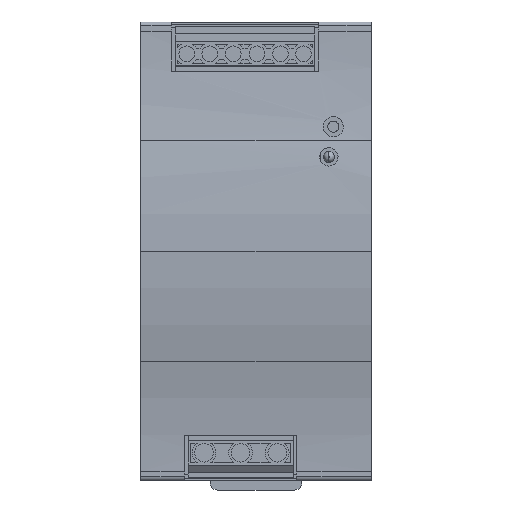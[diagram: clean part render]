
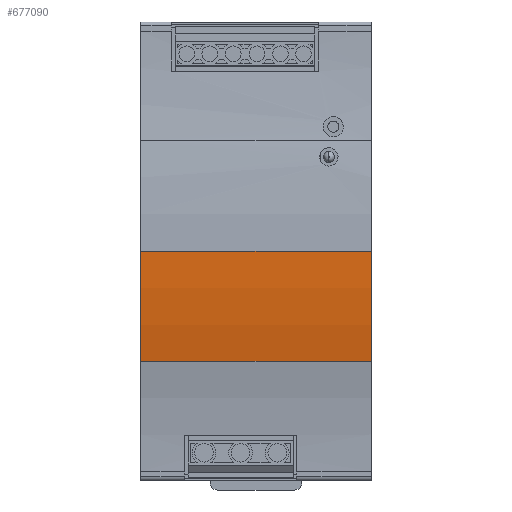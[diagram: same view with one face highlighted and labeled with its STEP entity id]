
A CAD part, left-side view. The second image highlights one B-rep face of the part: STEP entity #677090.
In plain terms, the highlighted cylindrical face has radius 150.5 mm (diameter 301 mm), a partial arc.
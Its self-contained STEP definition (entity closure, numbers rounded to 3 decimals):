
#73120=CARTESIAN_POINT('',(1767.001,77.486,9015.251))
;
#73130=VERTEX_POINT('',#73120);
#73160=CARTESIAN_POINT('',(1767.001,20.236,9015.251))
;
#73170=DIRECTION('',(0.,1.,0.));
#73180=VECTOR('',#73170,1.);
#73190=LINE('',#73160,#73180);
#73200=CARTESIAN_POINT('',(1767.001,14.486,9015.251))
;
#73210=VERTEX_POINT('',#73200);
#73220=EDGE_CURVE('',#73210,#73130,#73190,.T.);
#73470=CARTESIAN_POINT('',(1619.543,20.236,8985.141))
;
#73480=DIRECTION('',(0.,-1.,0.));
#73490=DIRECTION('',(1.,0.,0.));
#73500=AXIS2_PLACEMENT_3D('',#73470,#73480,#73490);
#73510=CYLINDRICAL_SURFACE('',#73500,150.5);
#73520=CARTESIAN_POINT('',(1619.543,14.486,8985.141))
;
#73530=DIRECTION('',(0.,-1.,0.));
#73540=DIRECTION('',(1.,0.,0.));
#73550=AXIS2_PLACEMENT_3D('',#73520,#73530,#73540);
#73560=CIRCLE('',#73550,150.5);
#73590=CARTESIAN_POINT('',(1770.043,14.486,8985.141))
;
#73600=VERTEX_POINT('',#73590);
#73630=CARTESIAN_POINT('',(1770.043,20.236,8985.141))
;
#73640=DIRECTION('',(0.,-1.,0.));
#73650=VECTOR('',#73640,1.);
#73660=LINE('',#73630,#73650);
#73670=CARTESIAN_POINT('',(1770.043,77.486,8985.141))
;
#73680=VERTEX_POINT('',#73670);
#73690=EDGE_CURVE('',#73680,#73600,#73660,.T.);
#73710=CARTESIAN_POINT('',(1619.543,77.486,8985.141))
;
#73720=DIRECTION('',(0.,-1.,0.));
#73730=DIRECTION('',(1.,0.,0.));
#73740=AXIS2_PLACEMENT_3D('',#73710,#73720,#73730);
#73750=CIRCLE('',#73740,150.5);
#563430=EDGE_CURVE('',#73600,#73210,#73560,.T.);
#569340=EDGE_CURVE('',#73680,#73130,#73750,.T.);
#677030=ORIENTED_EDGE('',*,*,#563430,.F.);
#677040=ORIENTED_EDGE('',*,*,#73220,.F.);
#677050=ORIENTED_EDGE('',*,*,#569340,.T.);
#677060=ORIENTED_EDGE('',*,*,#73690,.F.);
#677070=EDGE_LOOP('',(#677060,#677050,#677040,#677030));
#677080=FACE_OUTER_BOUND('',#677070,.T.);
#677090=ADVANCED_FACE('',(#677080),#73510,.T.);
